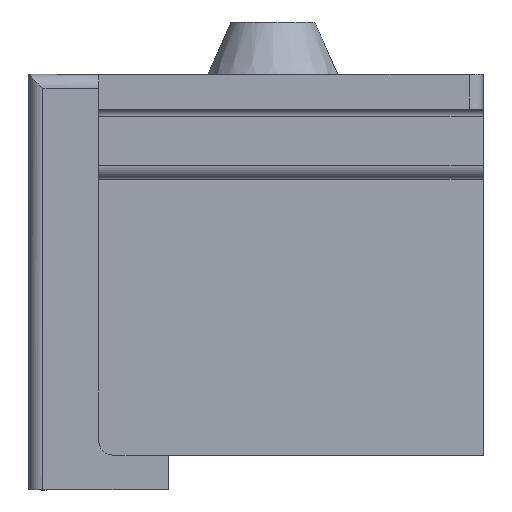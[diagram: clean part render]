
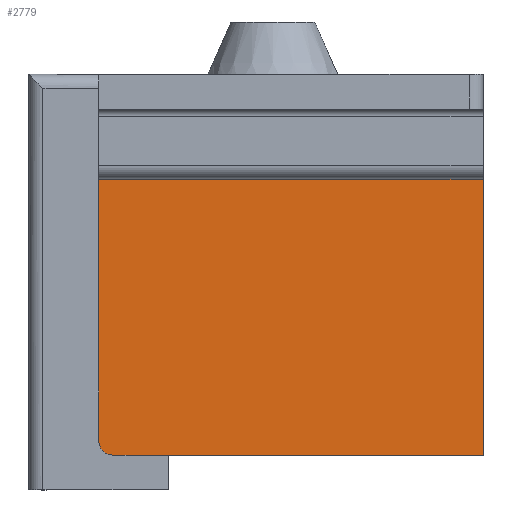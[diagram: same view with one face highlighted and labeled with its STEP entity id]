
A CAD part, left-side view. The second image highlights one B-rep face of the part: STEP entity #2779.
In plain terms, the highlighted planar face has unit normal (-1, 0, 0).
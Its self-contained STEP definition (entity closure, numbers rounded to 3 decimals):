
#128 = PLANE('',#129);
#129 = AXIS2_PLACEMENT_3D('',#130,#131,#132);
#130 = CARTESIAN_POINT('',(4.093,-28.407,44.5));
#131 = DIRECTION('',(0.,0.,-1.));
#132 = DIRECTION('',(0.,-1.,0.));
#711 = PLANE('',#712);
#712 = AXIS2_PLACEMENT_3D('',#713,#714,#715);
#713 = CARTESIAN_POINT('',(-29.25,0.,0.));
#714 = DIRECTION('',(0.,-1.,0.));
#715 = DIRECTION('',(0.,0.,-1.));
#975 = PLANE('',#976);
#976 = AXIS2_PLACEMENT_3D('',#977,#978,#979);
#977 = CARTESIAN_POINT('',(-21.25,-65.,59.5));
#978 = DIRECTION('',(0.,1.,0.));
#979 = DIRECTION('',(0.,0.,1.));
#1117 = VERTEX_POINT('',#1118);
#1118 = CARTESIAN_POINT('',(21.25,-65.,44.5));
#1164 = VERTEX_POINT('',#1165);
#1165 = CARTESIAN_POINT('',(21.25,0.,44.5));
#1186 = EDGE_CURVE('',#1164,#1187,#1189,.T.);
#1187 = VERTEX_POINT('',#1188);
#1188 = CARTESIAN_POINT('',(21.25,-10.,44.5));
#1189 = SURFACE_CURVE('',#1190,(#1194,#1201),.PCURVE_S1.);
#1190 = LINE('',#1191,#1192);
#1191 = CARTESIAN_POINT('',(21.25,0.,44.5));
#1192 = VECTOR('',#1193,1.);
#1193 = DIRECTION('',(0.,-1.,0.));
#1194 = PCURVE('',#128,#1195);
#1195 = DEFINITIONAL_REPRESENTATION('',(#1196),#1200);
#1196 = LINE('',#1197,#1198);
#1197 = CARTESIAN_POINT('',(-28.407,-17.157));
#1198 = VECTOR('',#1199,1.);
#1199 = DIRECTION('',(1.,0.));
#1200 = ( GEOMETRIC_REPRESENTATION_CONTEXT(2) 
PARAMETRIC_REPRESENTATION_CONTEXT() REPRESENTATION_CONTEXT('2D SPACE',''
  ) );
#1201 = PCURVE('',#1202,#1207);
#1202 = PLANE('',#1203);
#1203 = AXIS2_PLACEMENT_3D('',#1204,#1205,#1206);
#1204 = CARTESIAN_POINT('',(21.25,0.,0.));
#1205 = DIRECTION('',(1.,0.,0.));
#1206 = DIRECTION('',(0.,0.,1.));
#1207 = DEFINITIONAL_REPRESENTATION('',(#1208),#1212);
#1208 = LINE('',#1209,#1210);
#1209 = CARTESIAN_POINT('',(44.5,0.));
#1210 = VECTOR('',#1211,1.);
#1211 = DIRECTION('',(0.,1.));
#1212 = ( GEOMETRIC_REPRESENTATION_CONTEXT(2) 
PARAMETRIC_REPRESENTATION_CONTEXT() REPRESENTATION_CONTEXT('2D SPACE',''
  ) );
#1214 = EDGE_CURVE('',#1187,#1117,#1215,.T.);
#1215 = SURFACE_CURVE('',#1216,(#1220,#1227),.PCURVE_S1.);
#1216 = LINE('',#1217,#1218);
#1217 = CARTESIAN_POINT('',(21.25,-10.,44.5));
#1218 = VECTOR('',#1219,1.);
#1219 = DIRECTION('',(0.,-1.,0.));
#1220 = PCURVE('',#128,#1221);
#1221 = DEFINITIONAL_REPRESENTATION('',(#1222),#1226);
#1222 = LINE('',#1223,#1224);
#1223 = CARTESIAN_POINT('',(-18.407,-17.157));
#1224 = VECTOR('',#1225,1.);
#1225 = DIRECTION('',(1.,0.));
#1226 = ( GEOMETRIC_REPRESENTATION_CONTEXT(2) 
PARAMETRIC_REPRESENTATION_CONTEXT() REPRESENTATION_CONTEXT('2D SPACE',''
  ) );
#1227 = PCURVE('',#1202,#1228);
#1228 = DEFINITIONAL_REPRESENTATION('',(#1229),#1233);
#1229 = LINE('',#1230,#1231);
#1230 = CARTESIAN_POINT('',(44.5,10.));
#1231 = VECTOR('',#1232,1.);
#1232 = DIRECTION('',(0.,1.));
#1233 = ( GEOMETRIC_REPRESENTATION_CONTEXT(2) 
PARAMETRIC_REPRESENTATION_CONTEXT() REPRESENTATION_CONTEXT('2D SPACE',''
  ) );
#1748 = EDGE_CURVE('',#1749,#1164,#1751,.T.);
#1749 = VERTEX_POINT('',#1750);
#1750 = CARTESIAN_POINT('',(21.25,0.,0.));
#1751 = SURFACE_CURVE('',#1752,(#1756,#1763),.PCURVE_S1.);
#1752 = LINE('',#1753,#1754);
#1753 = CARTESIAN_POINT('',(21.25,0.,0.));
#1754 = VECTOR('',#1755,1.);
#1755 = DIRECTION('',(0.,0.,1.));
#1756 = PCURVE('',#711,#1757);
#1757 = DEFINITIONAL_REPRESENTATION('',(#1758),#1762);
#1758 = LINE('',#1759,#1760);
#1759 = CARTESIAN_POINT('',(0.,50.5));
#1760 = VECTOR('',#1761,1.);
#1761 = DIRECTION('',(-1.,0.));
#1762 = ( GEOMETRIC_REPRESENTATION_CONTEXT(2) 
PARAMETRIC_REPRESENTATION_CONTEXT() REPRESENTATION_CONTEXT('2D SPACE',''
  ) );
#1763 = PCURVE('',#1202,#1764);
#1764 = DEFINITIONAL_REPRESENTATION('',(#1765),#1769);
#1765 = LINE('',#1766,#1767);
#1766 = CARTESIAN_POINT('',(0.,0.));
#1767 = VECTOR('',#1768,1.);
#1768 = DIRECTION('',(1.,0.));
#1769 = ( GEOMETRIC_REPRESENTATION_CONTEXT(2) 
PARAMETRIC_REPRESENTATION_CONTEXT() REPRESENTATION_CONTEXT('2D SPACE',''
  ) );
#1787 = PLANE('',#1788);
#1788 = AXIS2_PLACEMENT_3D('',#1789,#1790,#1791);
#1789 = CARTESIAN_POINT('',(25.25,-10.,0.));
#1790 = DIRECTION('',(0.,0.,1.));
#1791 = DIRECTION('',(1.,0.,0.));
#2170 = VERTEX_POINT('',#2171);
#2171 = CARTESIAN_POINT('',(21.25,-65.,5.));
#2185 = PLANE('',#2186);
#2186 = AXIS2_PLACEMENT_3D('',#2187,#2188,#2189);
#2187 = CARTESIAN_POINT('',(21.25,-65.,5.));
#2188 = DIRECTION('',(0.,0.,1.));
#2189 = DIRECTION('',(1.,0.,0.));
#2197 = EDGE_CURVE('',#1117,#2170,#2198,.T.);
#2198 = SURFACE_CURVE('',#2199,(#2203,#2210),.PCURVE_S1.);
#2199 = LINE('',#2200,#2201);
#2200 = CARTESIAN_POINT('',(21.25,-65.,44.5));
#2201 = VECTOR('',#2202,1.);
#2202 = DIRECTION('',(0.,0.,-1.));
#2203 = PCURVE('',#975,#2204);
#2204 = DEFINITIONAL_REPRESENTATION('',(#2205),#2209);
#2205 = LINE('',#2206,#2207);
#2206 = CARTESIAN_POINT('',(-15.,42.5));
#2207 = VECTOR('',#2208,1.);
#2208 = DIRECTION('',(-1.,0.));
#2209 = ( GEOMETRIC_REPRESENTATION_CONTEXT(2) 
PARAMETRIC_REPRESENTATION_CONTEXT() REPRESENTATION_CONTEXT('2D SPACE',''
  ) );
#2210 = PCURVE('',#1202,#2211);
#2211 = DEFINITIONAL_REPRESENTATION('',(#2212),#2216);
#2212 = LINE('',#2213,#2214);
#2213 = CARTESIAN_POINT('',(44.5,65.));
#2214 = VECTOR('',#2215,1.);
#2215 = DIRECTION('',(-1.,0.));
#2216 = ( GEOMETRIC_REPRESENTATION_CONTEXT(2) 
PARAMETRIC_REPRESENTATION_CONTEXT() REPRESENTATION_CONTEXT('2D SPACE',''
  ) );
#2779 = ADVANCED_FACE('',(#2780),#1202,.F.);
#2780 = FACE_BOUND('',#2781,.T.);
#2781 = EDGE_LOOP('',(#2782,#2805,#2828,#2856,#2877,#2878,#2879,#2880));
#2782 = ORIENTED_EDGE('',*,*,#2783,.T.);
#2783 = EDGE_CURVE('',#1749,#2784,#2786,.T.);
#2784 = VERTEX_POINT('',#2785);
#2785 = CARTESIAN_POINT('',(21.25,-10.,0.));
#2786 = SURFACE_CURVE('',#2787,(#2791,#2798),.PCURVE_S1.);
#2787 = LINE('',#2788,#2789);
#2788 = CARTESIAN_POINT('',(21.25,0.,0.));
#2789 = VECTOR('',#2790,1.);
#2790 = DIRECTION('',(0.,-1.,0.));
#2791 = PCURVE('',#1202,#2792);
#2792 = DEFINITIONAL_REPRESENTATION('',(#2793),#2797);
#2793 = LINE('',#2794,#2795);
#2794 = CARTESIAN_POINT('',(0.,0.));
#2795 = VECTOR('',#2796,1.);
#2796 = DIRECTION('',(0.,1.));
#2797 = ( GEOMETRIC_REPRESENTATION_CONTEXT(2) 
PARAMETRIC_REPRESENTATION_CONTEXT() REPRESENTATION_CONTEXT('2D SPACE',''
  ) );
#2798 = PCURVE('',#1787,#2799);
#2799 = DEFINITIONAL_REPRESENTATION('',(#2800),#2804);
#2800 = LINE('',#2801,#2802);
#2801 = CARTESIAN_POINT('',(-4.,10.));
#2802 = VECTOR('',#2803,1.);
#2803 = DIRECTION('',(0.,-1.));
#2804 = ( GEOMETRIC_REPRESENTATION_CONTEXT(2) 
PARAMETRIC_REPRESENTATION_CONTEXT() REPRESENTATION_CONTEXT('2D SPACE',''
  ) );
#2805 = ORIENTED_EDGE('',*,*,#2806,.T.);
#2806 = EDGE_CURVE('',#2784,#2807,#2809,.T.);
#2807 = VERTEX_POINT('',#2808);
#2808 = CARTESIAN_POINT('',(21.25,-20.,0.));
#2809 = SURFACE_CURVE('',#2810,(#2814,#2821),.PCURVE_S1.);
#2810 = LINE('',#2811,#2812);
#2811 = CARTESIAN_POINT('',(21.25,-10.,0.));
#2812 = VECTOR('',#2813,1.);
#2813 = DIRECTION('',(0.,-1.,0.));
#2814 = PCURVE('',#1202,#2815);
#2815 = DEFINITIONAL_REPRESENTATION('',(#2816),#2820);
#2816 = LINE('',#2817,#2818);
#2817 = CARTESIAN_POINT('',(0.,10.));
#2818 = VECTOR('',#2819,1.);
#2819 = DIRECTION('',(0.,1.));
#2820 = ( GEOMETRIC_REPRESENTATION_CONTEXT(2) 
PARAMETRIC_REPRESENTATION_CONTEXT() REPRESENTATION_CONTEXT('2D SPACE',''
  ) );
#2821 = PCURVE('',#1787,#2822);
#2822 = DEFINITIONAL_REPRESENTATION('',(#2823),#2827);
#2823 = LINE('',#2824,#2825);
#2824 = CARTESIAN_POINT('',(-4.,0.));
#2825 = VECTOR('',#2826,1.);
#2826 = DIRECTION('',(0.,-1.));
#2827 = ( GEOMETRIC_REPRESENTATION_CONTEXT(2) 
PARAMETRIC_REPRESENTATION_CONTEXT() REPRESENTATION_CONTEXT('2D SPACE',''
  ) );
#2828 = ORIENTED_EDGE('',*,*,#2829,.T.);
#2829 = EDGE_CURVE('',#2807,#2830,#2832,.T.);
#2830 = VERTEX_POINT('',#2831);
#2831 = CARTESIAN_POINT('',(21.25,-20.,5.));
#2832 = SURFACE_CURVE('',#2833,(#2837,#2844),.PCURVE_S1.);
#2833 = LINE('',#2834,#2835);
#2834 = CARTESIAN_POINT('',(21.25,-20.,0.));
#2835 = VECTOR('',#2836,1.);
#2836 = DIRECTION('',(0.,0.,1.));
#2837 = PCURVE('',#1202,#2838);
#2838 = DEFINITIONAL_REPRESENTATION('',(#2839),#2843);
#2839 = LINE('',#2840,#2841);
#2840 = CARTESIAN_POINT('',(0.,20.));
#2841 = VECTOR('',#2842,1.);
#2842 = DIRECTION('',(1.,0.));
#2843 = ( GEOMETRIC_REPRESENTATION_CONTEXT(2) 
PARAMETRIC_REPRESENTATION_CONTEXT() REPRESENTATION_CONTEXT('2D SPACE',''
  ) );
#2844 = PCURVE('',#2845,#2850);
#2845 = PLANE('',#2846);
#2846 = AXIS2_PLACEMENT_3D('',#2847,#2848,#2849);
#2847 = CARTESIAN_POINT('',(21.25,-20.,0.));
#2848 = DIRECTION('',(0.,1.,0.));
#2849 = DIRECTION('',(0.,0.,1.));
#2850 = DEFINITIONAL_REPRESENTATION('',(#2851),#2855);
#2851 = LINE('',#2852,#2853);
#2852 = CARTESIAN_POINT('',(0.,0.));
#2853 = VECTOR('',#2854,1.);
#2854 = DIRECTION('',(1.,0.));
#2855 = ( GEOMETRIC_REPRESENTATION_CONTEXT(2) 
PARAMETRIC_REPRESENTATION_CONTEXT() REPRESENTATION_CONTEXT('2D SPACE',''
  ) );
#2856 = ORIENTED_EDGE('',*,*,#2857,.F.);
#2857 = EDGE_CURVE('',#2170,#2830,#2858,.T.);
#2858 = SURFACE_CURVE('',#2859,(#2863,#2870),.PCURVE_S1.);
#2859 = LINE('',#2860,#2861);
#2860 = CARTESIAN_POINT('',(21.25,-65.,5.));
#2861 = VECTOR('',#2862,1.);
#2862 = DIRECTION('',(0.,1.,0.));
#2863 = PCURVE('',#1202,#2864);
#2864 = DEFINITIONAL_REPRESENTATION('',(#2865),#2869);
#2865 = LINE('',#2866,#2867);
#2866 = CARTESIAN_POINT('',(5.,65.));
#2867 = VECTOR('',#2868,1.);
#2868 = DIRECTION('',(0.,-1.));
#2869 = ( GEOMETRIC_REPRESENTATION_CONTEXT(2) 
PARAMETRIC_REPRESENTATION_CONTEXT() REPRESENTATION_CONTEXT('2D SPACE',''
  ) );
#2870 = PCURVE('',#2185,#2871);
#2871 = DEFINITIONAL_REPRESENTATION('',(#2872),#2876);
#2872 = LINE('',#2873,#2874);
#2873 = CARTESIAN_POINT('',(0.,0.));
#2874 = VECTOR('',#2875,1.);
#2875 = DIRECTION('',(0.,1.));
#2876 = ( GEOMETRIC_REPRESENTATION_CONTEXT(2) 
PARAMETRIC_REPRESENTATION_CONTEXT() REPRESENTATION_CONTEXT('2D SPACE',''
  ) );
#2877 = ORIENTED_EDGE('',*,*,#2197,.F.);
#2878 = ORIENTED_EDGE('',*,*,#1214,.F.);
#2879 = ORIENTED_EDGE('',*,*,#1186,.F.);
#2880 = ORIENTED_EDGE('',*,*,#1748,.F.);
